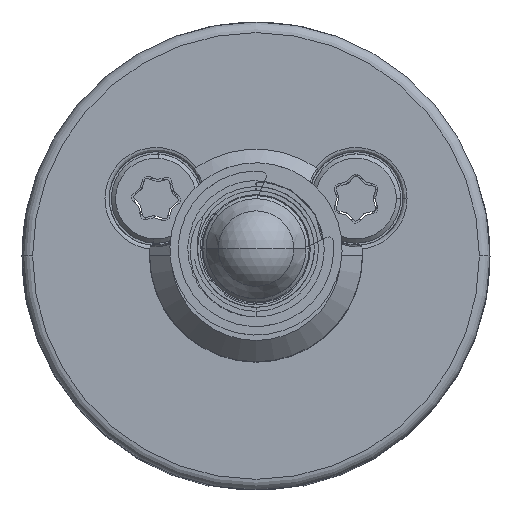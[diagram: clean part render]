
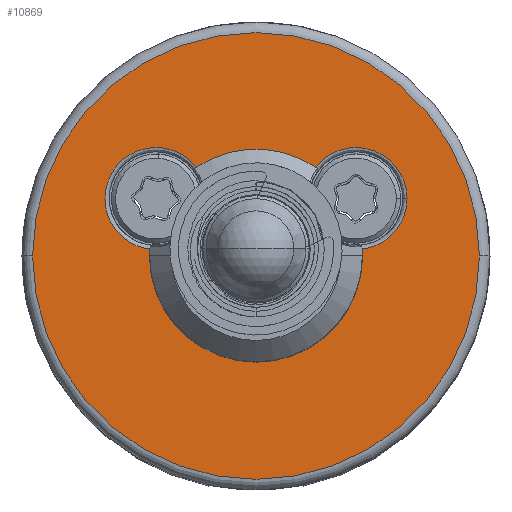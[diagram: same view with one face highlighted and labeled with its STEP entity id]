
A CAD part, top view. The second image highlights one B-rep face of the part: STEP entity #10869.
In plain terms, the highlighted planar face has unit normal (0, 0, 1).
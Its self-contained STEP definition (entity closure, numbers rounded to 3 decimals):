
#596 = DIRECTION ( 'NONE',  ( 1., 0., 0. ) ) ;
#742 = AXIS2_PLACEMENT_3D ( 'NONE', #6510, #26739, #9437 ) ;
#2413 = DIRECTION ( 'NONE',  ( 1., 0., 0. ) ) ;
#2484 = AXIS2_PLACEMENT_3D ( 'NONE', #35221, #18016, #596 ) ;
#4039 = ORIENTED_EDGE ( 'NONE', *, *, #26596, .T. ) ;
#5033 = EDGE_LOOP ( 'NONE', ( #32435, #4039, #24393, #27042, #28076, #30819 ) ) ;
#6478 = CARTESIAN_POINT ( 'NONE',  ( -2.674, 3.986, 136.6 ) ) ;
#6510 = CARTESIAN_POINT ( 'NONE',  ( 0., 0., 136.6 ) ) ;
#6578 = CARTESIAN_POINT ( 'NONE',  ( 10.5, 0., 136.6 ) ) ;
#7597 = CARTESIAN_POINT ( 'NONE',  ( 0., 0., 136.6 ) ) ;
#7711 = CARTESIAN_POINT ( 'NONE',  ( -4.7, 2.7, 136.6 ) ) ;
#8231 = CIRCLE ( 'NONE', #17502, 2.4 ) ;
#8525 = DIRECTION ( 'NONE',  ( 0., 0., -1. ) ) ;
#9437 = DIRECTION ( 'NONE',  ( 1., 0., 0. ) ) ;
#9914 = CIRCLE ( 'NONE', #13930, 4.8 ) ;
#10470 = CARTESIAN_POINT ( 'NONE',  ( 4.7, 2.7, 136.6 ) ) ;
#10510 = DIRECTION ( 'NONE',  ( 0., 1., 0. ) ) ;
#10628 = DIRECTION ( 'NONE',  ( 1., 0., 0. ) ) ;
#10639 = CARTESIAN_POINT ( 'NONE',  ( -10.5, 0., 136.6 ) ) ;
#10869 = ADVANCED_FACE ( 'NONE', ( #13872, #21526 ), #19291, .T. ) ;
#11037 = VERTEX_POINT ( 'NONE', #29117 ) ;
#12272 = AXIS2_PLACEMENT_3D ( 'NONE', #25813, #8525, #28725 ) ;
#13062 = EDGE_CURVE ( 'NONE', #11037, #32901, #31351, .T. ) ;
#13223 = CARTESIAN_POINT ( 'NONE',  ( 7.1, 2.7, 136.6 ) ) ;
#13407 = DIRECTION ( 'NONE',  ( 1., 0., 0. ) ) ;
#13408 = CARTESIAN_POINT ( 'NONE',  ( 0., 4.8, 136.6 ) ) ;
#13495 = CARTESIAN_POINT ( 'NONE',  ( -4.791, 0.302, 136.6 ) ) ;
#13872 = FACE_OUTER_BOUND ( 'NONE', #35559, .T. ) ;
#13906 = CIRCLE ( 'NONE', #12272, 4.8 ) ;
#13930 = AXIS2_PLACEMENT_3D ( 'NONE', #7597, #27810, #10510 ) ;
#14119 = AXIS2_PLACEMENT_3D ( 'NONE', #14981, #35079, #17859 ) ;
#14770 = VERTEX_POINT ( 'NONE', #13495 ) ;
#14981 = CARTESIAN_POINT ( 'NONE',  ( 0., 0., 136.6 ) ) ;
#15344 = VERTEX_POINT ( 'NONE', #6578 ) ;
#16592 = AXIS2_PLACEMENT_3D ( 'NONE', #16744, #36812, #19630 ) ;
#16744 = CARTESIAN_POINT ( 'NONE',  ( 4.7, 2.7, 136.6 ) ) ;
#17502 = AXIS2_PLACEMENT_3D ( 'NONE', #7711, #27929, #10628 ) ;
#17859 = DIRECTION ( 'NONE',  ( 0., 1., 0. ) ) ;
#18016 = DIRECTION ( 'NONE',  ( 0., 0., 1. ) ) ;
#18027 = CIRCLE ( 'NONE', #2484, 10.5 ) ;
#18976 = CIRCLE ( 'NONE', #742, 10.5 ) ;
#19291 = PLANE ( 'NONE',  #26192 ) ;
#19604 = EDGE_CURVE ( 'NONE', #32901, #36696, #34097, .T. ) ;
#19630 = DIRECTION ( 'NONE',  ( 1., 0., 0. ) ) ;
#19810 = DIRECTION ( 'NONE',  ( 0., 0., 1. ) ) ;
#21526 = FACE_BOUND ( 'NONE', #5033, .T. ) ;
#21988 = ORIENTED_EDGE ( 'NONE', *, *, #27366, .T. ) ;
#22211 = AXIS2_PLACEMENT_3D ( 'NONE', #10470, #30666, #13407 ) ;
#23469 = VERTEX_POINT ( 'NONE', #10639 ) ;
#24158 = VERTEX_POINT ( 'NONE', #13408 ) ;
#24393 = ORIENTED_EDGE ( 'NONE', *, *, #13062, .T. ) ;
#25813 = CARTESIAN_POINT ( 'NONE',  ( 0., 0., 136.6 ) ) ;
#26155 = EDGE_CURVE ( 'NONE', #14770, #34579, #8231, .T. ) ;
#26192 = AXIS2_PLACEMENT_3D ( 'NONE', #36984, #19810, #2413 ) ;
#26596 = EDGE_CURVE ( 'NONE', #24158, #11037, #31678, .T. ) ;
#26739 = DIRECTION ( 'NONE',  ( 0., 0., 1. ) ) ;
#27042 = ORIENTED_EDGE ( 'NONE', *, *, #19604, .T. ) ;
#27366 = EDGE_CURVE ( 'NONE', #23469, #15344, #18976, .T. ) ;
#27810 = DIRECTION ( 'NONE',  ( 0., 0., -1. ) ) ;
#27929 = DIRECTION ( 'NONE',  ( 0., 0., -1. ) ) ;
#28076 = ORIENTED_EDGE ( 'NONE', *, *, #33142, .T. ) ;
#28345 = EDGE_CURVE ( 'NONE', #15344, #23469, #18027, .T. ) ;
#28725 = DIRECTION ( 'NONE',  ( 0., 1., 0. ) ) ;
#29117 = CARTESIAN_POINT ( 'NONE',  ( 2.674, 3.986, 136.6 ) ) ;
#30666 = DIRECTION ( 'NONE',  ( 0., 0., -1. ) ) ;
#30819 = ORIENTED_EDGE ( 'NONE', *, *, #26155, .T. ) ;
#31351 = CIRCLE ( 'NONE', #16592, 2.4 ) ;
#31678 = CIRCLE ( 'NONE', #14119, 4.8 ) ;
#31705 = EDGE_CURVE ( 'NONE', #34579, #24158, #9914, .T. ) ;
#32435 = ORIENTED_EDGE ( 'NONE', *, *, #31705, .T. ) ;
#32901 = VERTEX_POINT ( 'NONE', #13223 ) ;
#33142 = EDGE_CURVE ( 'NONE', #36696, #14770, #13906, .T. ) ;
#34097 = CIRCLE ( 'NONE', #22211, 2.4 ) ;
#34365 = CARTESIAN_POINT ( 'NONE',  ( 4.791, 0.302, 136.6 ) ) ;
#34579 = VERTEX_POINT ( 'NONE', #6478 ) ;
#35079 = DIRECTION ( 'NONE',  ( 0., 0., -1. ) ) ;
#35221 = CARTESIAN_POINT ( 'NONE',  ( 0., 0., 136.6 ) ) ;
#35559 = EDGE_LOOP ( 'NONE', ( #37095, #21988 ) ) ;
#36696 = VERTEX_POINT ( 'NONE', #34365 ) ;
#36812 = DIRECTION ( 'NONE',  ( 0., 0., -1. ) ) ;
#36984 = CARTESIAN_POINT ( 'NONE',  ( 0., 0., 136.6 ) ) ;
#37095 = ORIENTED_EDGE ( 'NONE', *, *, #28345, .T. ) ;
